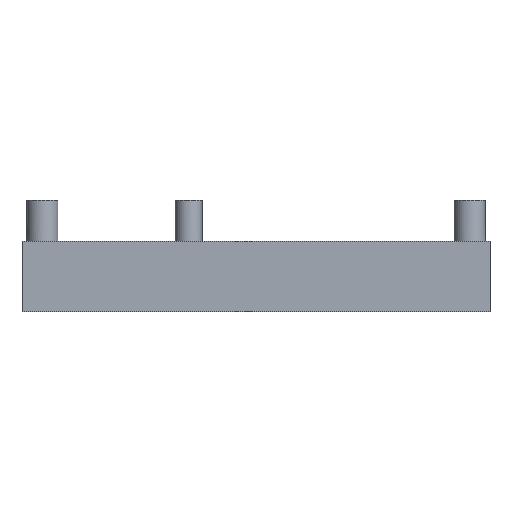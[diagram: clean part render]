
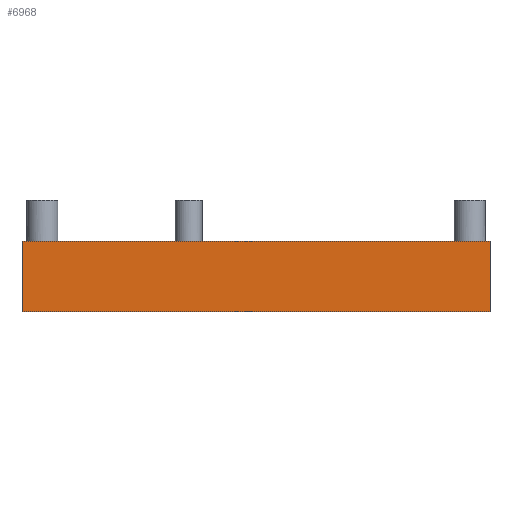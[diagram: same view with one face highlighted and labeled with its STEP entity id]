
A CAD part, front view. The second image highlights one B-rep face of the part: STEP entity #6968.
In plain terms, the highlighted planar face has unit normal (0, -1, 0).
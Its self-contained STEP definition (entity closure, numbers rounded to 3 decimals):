
#36=DIRECTION('',(-1.,0.,0.));
#37=VECTOR('',#36,139.);
#38=CARTESIAN_POINT('',(69.5,-68.5,-22.2));
#39=LINE('',#38,#37);
#1585=DIRECTION('',(-1.,0.,0.));
#1586=VECTOR('',#1585,139.);
#1587=CARTESIAN_POINT('',(69.5,-68.5,-43.2));
#1588=LINE('',#1587,#1586);
#2610=DIRECTION('',(0.,0.,-1.));
#2611=VECTOR('',#2610,21.);
#2612=CARTESIAN_POINT('',(-69.5,-68.5,-22.2));
#2613=LINE('',#2612,#2611);
#2614=DIRECTION('',(0.,0.,-1.));
#2615=VECTOR('',#2614,21.);
#2616=CARTESIAN_POINT('',(69.5,-68.5,-22.2));
#2617=LINE('',#2616,#2615);
#2861=CARTESIAN_POINT('',(69.5,-68.5,-22.2));
#2862=CARTESIAN_POINT('',(-69.5,-68.5,-22.2));
#2863=VERTEX_POINT('',#2861);
#2864=VERTEX_POINT('',#2862);
#2865=CARTESIAN_POINT('',(69.5,-68.5,-43.2));
#2866=CARTESIAN_POINT('',(-69.5,-68.5,-43.2));
#2867=VERTEX_POINT('',#2865);
#2868=VERTEX_POINT('',#2866);
#6957=CARTESIAN_POINT('',(69.5,-68.5,-22.2));
#6958=DIRECTION('',(0.,-1.,0.));
#6959=DIRECTION('',(-1.,0.,0.));
#6960=AXIS2_PLACEMENT_3D('',#6957,#6958,#6959);
#6961=PLANE('',#6960);
#6962=ORIENTED_EDGE('',*,*,#3738,.F.);
#6963=ORIENTED_EDGE('',*,*,#5507,.T.);
#6964=ORIENTED_EDGE('',*,*,#5543,.T.);
#6965=ORIENTED_EDGE('',*,*,#6951,.F.);
#6966=EDGE_LOOP('',(#6962,#6963,#6964,#6965));
#6967=FACE_OUTER_BOUND('',#6966,.F.);
#6968=ADVANCED_FACE('',(#6967),#6961,.T.);
#3738=EDGE_CURVE('',#2863,#2864,#39,.T.);
#5507=EDGE_CURVE('',#2863,#2867,#2617,.T.);
#5543=EDGE_CURVE('',#2867,#2868,#1588,.T.);
#6951=EDGE_CURVE('',#2864,#2868,#2613,.T.);
